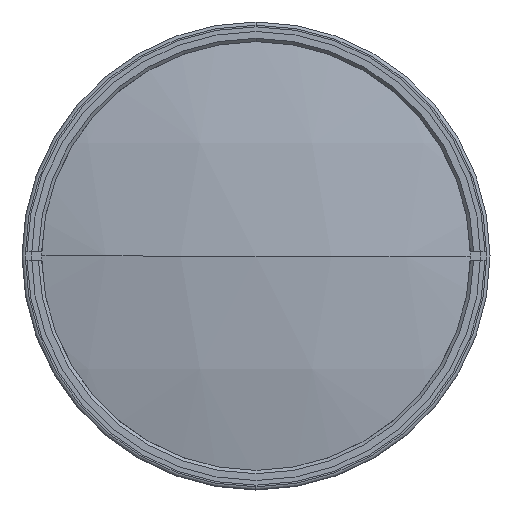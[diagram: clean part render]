
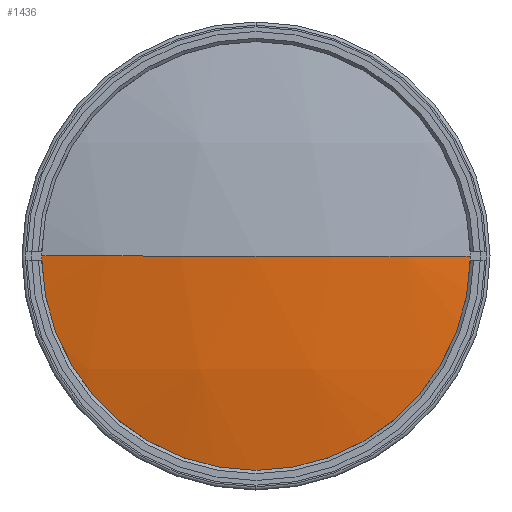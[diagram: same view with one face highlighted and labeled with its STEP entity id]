
A CAD part, left-side view. The second image highlights one B-rep face of the part: STEP entity #1436.
In plain terms, the highlighted spherical face has radius 300.64 mm.
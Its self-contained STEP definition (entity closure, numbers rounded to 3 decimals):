
#142 = CARTESIAN_POINT ( 'NONE',  ( -52.466, 0., 0. ) ) ;
#300 = EDGE_CURVE ( 'NONE', #550, #9193, #7996, .T. ) ;
#442 = ORIENTED_EDGE ( 'NONE', *, *, #300, .F. ) ;
#550 = VERTEX_POINT ( 'NONE', #6979 ) ;
#1215 = DIRECTION ( 'NONE',  ( 0., -1., 0. ) ) ;
#1436 = ADVANCED_FACE ( 'NONE', ( #3330 ), #13279, .T. ) ;
#1749 = EDGE_CURVE ( 'NONE', #550, #8214, #8305, .T. ) ;
#1998 = AXIS2_PLACEMENT_3D ( 'NONE', #13102, #12060, #5727 ) ;
#2323 = CIRCLE ( 'NONE', #12825, 300.64 ) ;
#2959 = CARTESIAN_POINT ( 'NONE',  ( -52.466, 0., 0. ) ) ;
#3330 = FACE_OUTER_BOUND ( 'NONE', #11812, .T. ) ;
#3445 = ORIENTED_EDGE ( 'NONE', *, *, #11757, .T. ) ;
#4037 = DIRECTION ( 'NONE',  ( 0., 1., 0. ) ) ;
#5308 = DIRECTION ( 'NONE',  ( -1., 0., 0. ) ) ;
#5410 = ORIENTED_EDGE ( 'NONE', *, *, #1749, .T. ) ;
#5538 = AXIS2_PLACEMENT_3D ( 'NONE', #142, #7582, #1215 ) ;
#5727 = DIRECTION ( 'NONE',  ( 0., 1., 0. ) ) ;
#6979 = CARTESIAN_POINT ( 'NONE',  ( -345.198, 68.5, 0. ) ) ;
#7582 = DIRECTION ( 'NONE',  ( 0., 0., 1. ) ) ;
#7996 = CIRCLE ( 'NONE', #5538, 300.64 ) ;
#8214 = VERTEX_POINT ( 'NONE', #10007 ) ;
#8305 = CIRCLE ( 'NONE', #10631, 68.5 ) ;
#9193 = VERTEX_POINT ( 'NONE', #9396 ) ;
#9396 = CARTESIAN_POINT ( 'NONE',  ( -353.106, 0., 0. ) ) ;
#10007 = CARTESIAN_POINT ( 'NONE',  ( -345.198, -68.5, 0. ) ) ;
#10381 = DIRECTION ( 'NONE',  ( 0., 0., -1. ) ) ;
#10631 = AXIS2_PLACEMENT_3D ( 'NONE', #11613, #5308, #12689 ) ;
#11613 = CARTESIAN_POINT ( 'NONE',  ( -345.198, 0., 0. ) ) ;
#11757 = EDGE_CURVE ( 'NONE', #8214, #9193, #2323, .T. ) ;
#11812 = EDGE_LOOP ( 'NONE', ( #5410, #3445, #442 ) ) ;
#12060 = DIRECTION ( 'NONE',  ( 0., 0., -1. ) ) ;
#12689 = DIRECTION ( 'NONE',  ( 0., 0., 1. ) ) ;
#12825 = AXIS2_PLACEMENT_3D ( 'NONE', #2959, #10381, #4037 ) ;
#13102 = CARTESIAN_POINT ( 'NONE',  ( -52.466, 0., 0. ) ) ;
#13279 = SPHERICAL_SURFACE ( 'NONE', #1998, 300.64 ) ;
